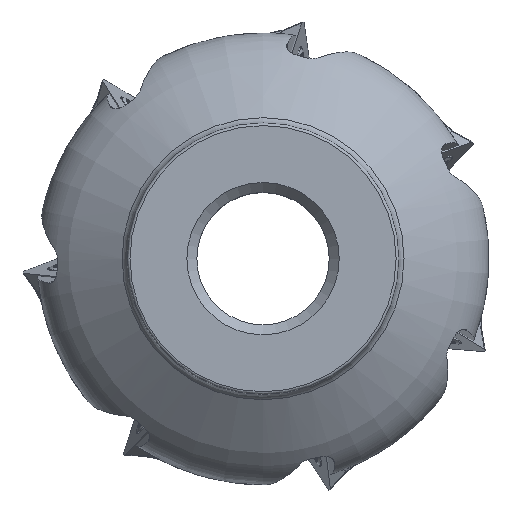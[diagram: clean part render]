
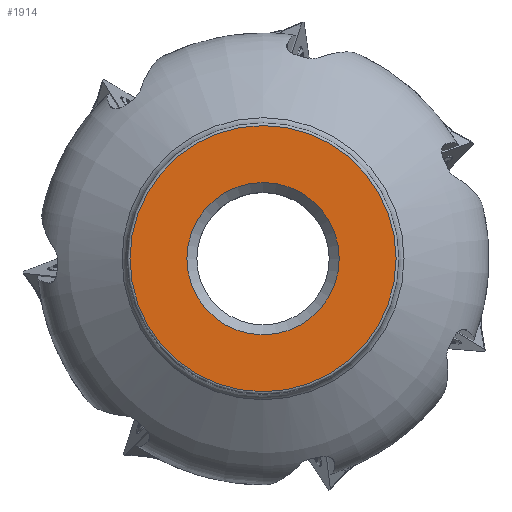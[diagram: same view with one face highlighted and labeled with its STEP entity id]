
A CAD part, top view. The second image highlights one B-rep face of the part: STEP entity #1914.
In plain terms, the highlighted planar face has unit normal (0, 0, 1).
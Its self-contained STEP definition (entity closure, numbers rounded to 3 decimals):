
#360=PLANE('',#8730);
#1914=ADVANCED_FACE('',(#2803,#2804),#360,.T.);
#2803=FACE_BOUND('',#3018,.T.);
#2804=FACE_BOUND('',#3019,.T.);
#3018=EDGE_LOOP('',(#3920));
#3019=EDGE_LOOP('',(#3921));
#3920=ORIENTED_EDGE('',*,*,#7162,.F.);
#3921=ORIENTED_EDGE('',*,*,#7163,.T.);
#6284=VERTEX_POINT('',#13939);
#6285=VERTEX_POINT('',#13941);
#7162=EDGE_CURVE('',#6284,#6284,#8134,.T.);
#7163=EDGE_CURVE('',#6285,#6285,#8135,.T.);
#8134=CIRCLE('',#8728,23.006);
#8135=CIRCLE('',#8729,40.2);
#8728=AXIS2_PLACEMENT_3D('',#13938,#9840,#9841);
#8729=AXIS2_PLACEMENT_3D('',#13940,#9842,#9843);
#8730=AXIS2_PLACEMENT_3D('',#13942,#9844,#9845);
#9840=DIRECTION('',(0.,0.,1.));
#9841=DIRECTION('',(0.,1.,0.));
#9842=DIRECTION('',(0.,0.,1.));
#9843=DIRECTION('',(0.,1.,0.));
#9844=DIRECTION('',(0.,0.,1.));
#9845=DIRECTION('',(0.,1.,0.));
#13938=CARTESIAN_POINT('',(0.,0.,0.));
#13939=CARTESIAN_POINT('',(0.,23.006,0.));
#13940=CARTESIAN_POINT('',(0.,0.,0.));
#13941=CARTESIAN_POINT('',(0.,40.2,0.));
#13942=CARTESIAN_POINT('',(0.,0.,0.));
